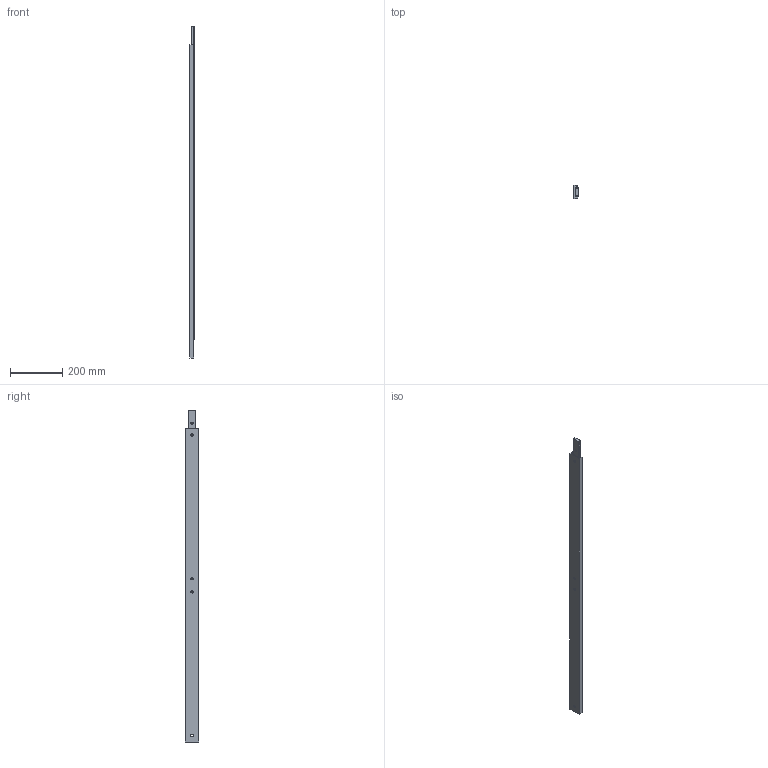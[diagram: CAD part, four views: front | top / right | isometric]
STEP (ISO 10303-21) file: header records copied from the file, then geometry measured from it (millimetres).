
FILE_DESCRIPTION (( 'STEP AP214' ), '1' );
FILE_NAME ('owst50-1200.STEP', '2021-12-04T06:06:23', ( '' ), ( '' ), 'SwSTEP 2.0', 'SolidWorks 2020', '' );
FILE_SCHEMA (( 'AUTOMOTIVE_DESIGN' ));
Length unit declared in the file: millimetre
Products named in the file (3): owst50-1200; masko50_1200; zensko50_1200
Assembly tree (2 placements, depth 2):
  owst50-1200
    masko50_1200
    zensko50_1200
Bounding box: 17 x 50 x 1271.15 mm (x, y, z)
Volume: 795905.6 mm3; surface area: 283327.9 mm2
Topology: 2 solids, 2 shells, 60 faces, 152 edges, 96 vertices
Faces by surface type: cylinder 24, plane 20, cone 16
Entity records: 1962 total; most frequent: DIRECTION 346, CARTESIAN_POINT 313, ORIENTED_EDGE 304, EDGE_CURVE 152, AXIS2_PLACEMENT_3D 129, VERTEX_POINT 96, LINE 88, VECTOR 88
